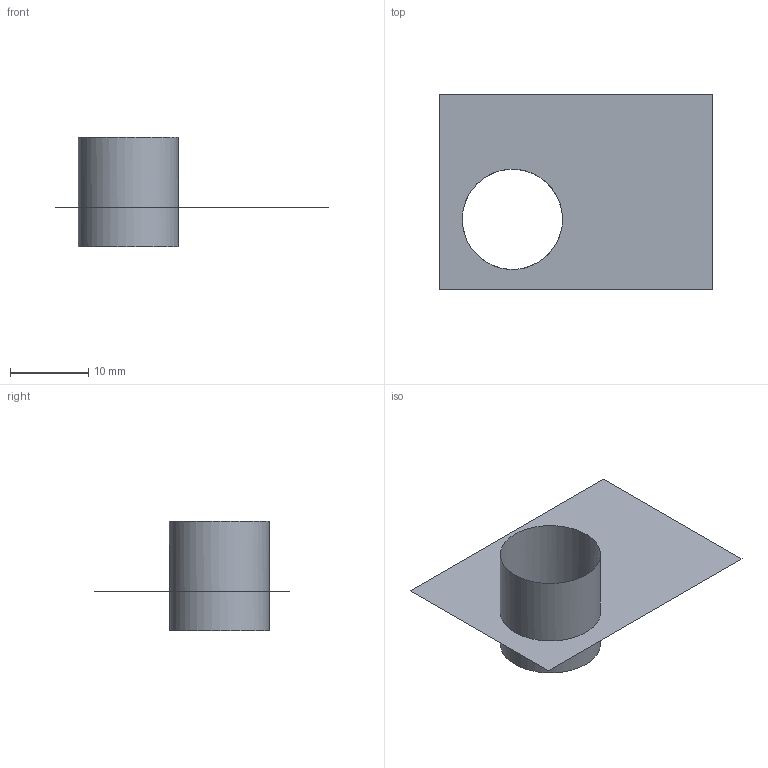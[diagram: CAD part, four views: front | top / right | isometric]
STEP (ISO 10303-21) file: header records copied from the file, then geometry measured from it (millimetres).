
FILE_DESCRIPTION(/* description */ (''),/* implementation_level */ '2;1');
FILE_NAME(/* name */ 'Rechteck_Zylinder',/* time_stamp */ '2023-04-11T16:15:08+02:00',/* author */ (''),/* organization */ (''),/* preprocessor_version */ 'ST-DEVELOPER v16.5',/* originating_system */ 'Rhino 7.28',/* authorisation */ '');
FILE_SCHEMA (('AUTOMOTIVE_DESIGN'));
Length unit declared in the file: millimetre
Products named in the file (1): Document
Bounding box: 35 x 25 x 14 mm (x, y, z)
Surface area: 1310.5 mm2 (no closed solid volume)
Topology: 0 solids, 2 shells, 2 faces, 8 edges, 7 vertices
Faces by surface type: bspline 2
Entity records: 209 total; most frequent: CARTESIAN_POINT 93, B_SPLINE_CURVE_WITH_KNOTS 12, ORIENTED_EDGE 9, PCURVE 9, DEFINITIONAL_REPRESENTATION 9, SURFACE_CURVE 8, EDGE_CURVE 8, VERTEX_POINT 7
